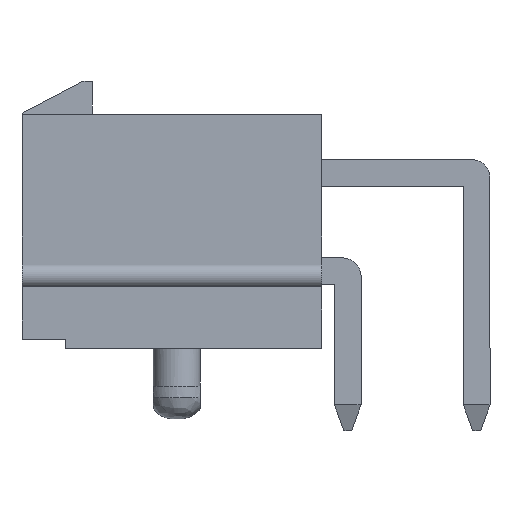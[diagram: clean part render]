
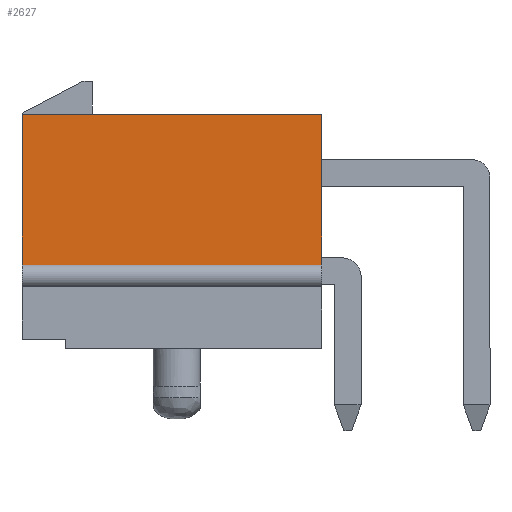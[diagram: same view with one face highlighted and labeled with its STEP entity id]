
A CAD part, left-side view. The second image highlights one B-rep face of the part: STEP entity #2627.
In plain terms, the highlighted face is planar.
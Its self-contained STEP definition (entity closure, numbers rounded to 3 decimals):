
#265=ORIENTED_EDGE('',*,*,#749,.F.);
#266=ORIENTED_EDGE('',*,*,#642,.F.);
#267=ORIENTED_EDGE('',*,*,#750,.F.);
#268=ORIENTED_EDGE('',*,*,#751,.F.);
#642=EDGE_CURVE('',#905,#903,#1059,.T.);
#749=EDGE_CURVE('',#903,#977,#1166,.T.);
#750=EDGE_CURVE('',#978,#905,#1167,.T.);
#751=EDGE_CURVE('',#977,#978,#1168,.T.);
#903=VERTEX_POINT('',#3422);
#905=VERTEX_POINT('',#3426);
#977=VERTEX_POINT('',#3639);
#978=VERTEX_POINT('',#3641);
#1059=LINE('',#3427,#1294);
#1166=LINE('',#3638,#1401);
#1167=LINE('',#3640,#1402);
#1168=LINE('',#3642,#1403);
#1294=VECTOR('',#2864,1000.);
#1401=VECTOR('',#3037,1000.);
#1402=VECTOR('',#3038,1000.);
#1403=VECTOR('',#3039,1000.);
#1551=EDGE_LOOP('',(#265,#266,#267,#268));
#1670=FACE_BOUND('',#1551,.T.);
#1784=PLANE('',#2743);
#2627=ADVANCED_FACE('',(#1670),#1784,.F.);
#2743=AXIS2_PLACEMENT_3D('',#3637,#3035,#3036);
#2864=DIRECTION('',(0.,-1.,0.));
#3035=DIRECTION('',(-1.,0.,0.));
#3036=DIRECTION('',(0.,0.,1.));
#3037=DIRECTION('',(0.,0.,1.));
#3038=DIRECTION('',(0.,0.,-1.));
#3039=DIRECTION('',(0.,1.,0.));
#3422=CARTESIAN_POINT('',(2.7,-6.4,-1.642));
#3426=CARTESIAN_POINT('',(2.7,6.4,-1.642));
#3427=CARTESIAN_POINT('',(2.7,6.4,-1.642));
#3637=CARTESIAN_POINT('',(2.7,0.,0.));
#3638=CARTESIAN_POINT('',(2.7,-6.4,-4.8));
#3639=CARTESIAN_POINT('',(2.7,-6.4,4.8));
#3640=CARTESIAN_POINT('',(2.7,6.4,4.8));
#3641=CARTESIAN_POINT('',(2.7,6.4,4.8));
#3642=CARTESIAN_POINT('',(2.7,-6.4,4.8));
